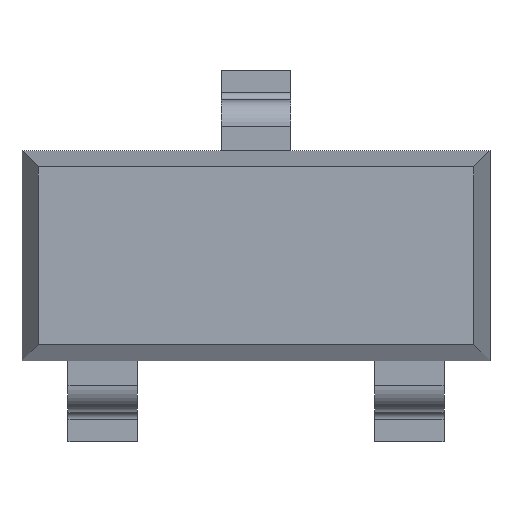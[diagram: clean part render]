
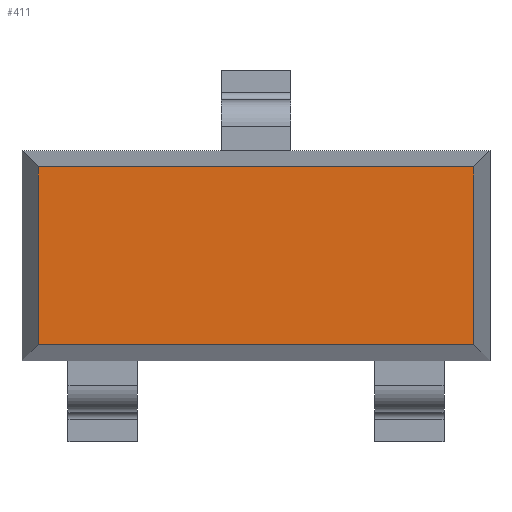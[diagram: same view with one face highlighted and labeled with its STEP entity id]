
A CAD part, top view. The second image highlights one B-rep face of the part: STEP entity #411.
In plain terms, the highlighted planar face has unit normal (0, 0, 1).
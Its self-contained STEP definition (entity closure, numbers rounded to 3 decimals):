
#320 = VERTEX_POINT('',#321);
#321 = CARTESIAN_POINT('',(1.35,0.55,0.45));
#327 = EDGE_CURVE('',#320,#328,#330,.T.);
#328 = VERTEX_POINT('',#329);
#329 = CARTESIAN_POINT('',(1.35,-0.55,0.45));
#330 = LINE('',#331,#332);
#331 = CARTESIAN_POINT('',(1.35,0.55,0.45));
#332 = VECTOR('',#333,1.);
#333 = DIRECTION('',(0.,-1.,0.));
#351 = VERTEX_POINT('',#352);
#352 = CARTESIAN_POINT('',(-1.35,0.55,0.45));
#360 = VERTEX_POINT('',#361);
#361 = CARTESIAN_POINT('',(-1.35,-0.55,0.45));
#367 = EDGE_CURVE('',#351,#360,#368,.T.);
#368 = LINE('',#369,#370);
#369 = CARTESIAN_POINT('',(-1.35,0.55,0.45));
#370 = VECTOR('',#371,1.);
#371 = DIRECTION('',(0.,-1.,0.));
#381 = EDGE_CURVE('',#320,#351,#382,.T.);
#382 = LINE('',#383,#384);
#383 = CARTESIAN_POINT('',(1.45,0.55,0.45));
#384 = VECTOR('',#385,1.);
#385 = DIRECTION('',(-1.,0.,0.));
#398 = EDGE_CURVE('',#328,#360,#399,.T.);
#399 = LINE('',#400,#401);
#400 = CARTESIAN_POINT('',(1.45,-0.55,0.45));
#401 = VECTOR('',#402,1.);
#402 = DIRECTION('',(-1.,0.,0.));
#411 = ADVANCED_FACE('',(#412),#418,.F.);
#412 = FACE_BOUND('',#413,.F.);
#413 = EDGE_LOOP('',(#414,#415,#416,#417));
#414 = ORIENTED_EDGE('',*,*,#381,.F.);
#415 = ORIENTED_EDGE('',*,*,#327,.T.);
#416 = ORIENTED_EDGE('',*,*,#398,.T.);
#417 = ORIENTED_EDGE('',*,*,#367,.F.);
#418 = PLANE('',#419);
#419 = AXIS2_PLACEMENT_3D('',#420,#421,#422);
#420 = CARTESIAN_POINT('',(1.45,0.65,0.45));
#421 = DIRECTION('',(0.,0.,-1.));
#422 = DIRECTION('',(-1.,0.,0.));
